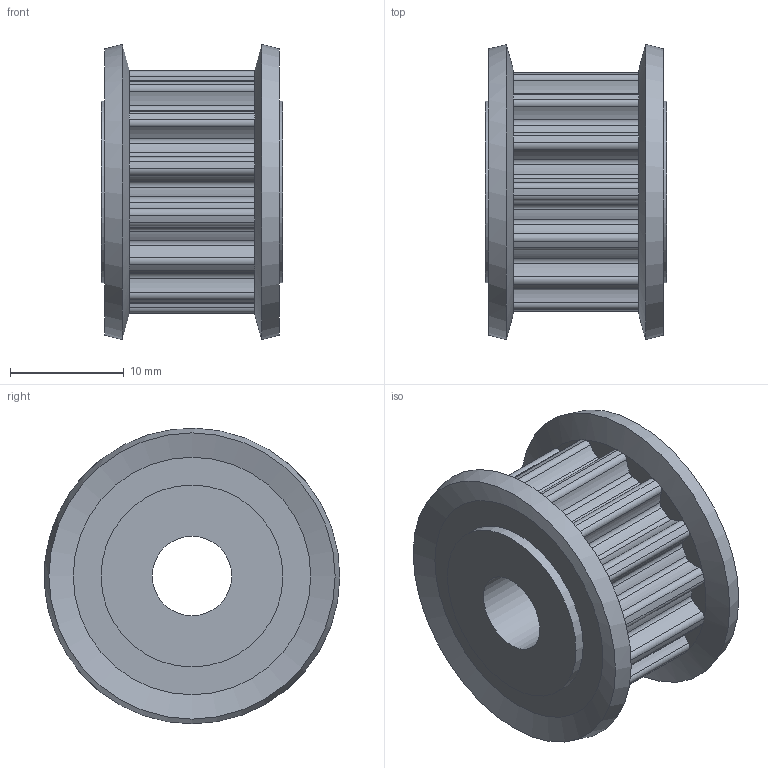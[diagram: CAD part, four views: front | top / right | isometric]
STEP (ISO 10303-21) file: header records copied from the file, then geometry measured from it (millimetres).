
FILE_DESCRIPTION( ( 'STEP AP203' ), '1' );
FILE_NAME( 'P14S5M0100AAL-NA-H-7.stp', '2020-11-23T10:14:16', ( 'License CC BY-ND 4.0' ), ( 'CADENAS' ), ' ', 'PARTsolutions', ' ' );
FILE_SCHEMA( ( 'CONFIG_CONTROL_DESIGN' ) );
Length unit declared in the file: millimetre
Products named in the file (2): P14S5M0100AAL-NA-H-7; _P14S5M0100AAL-NA-H-7_p
Assembly tree (1 placements, depth 2):
  P14S5M0100AAL-NA-H-7
    _P14S5M0100AAL-NA-H-7_p
Bounding box: 16 x 26 x 26 mm (x, y, z)
Volume: 4634.3 mm3; surface area: 3113.1 mm2
Topology: 1 solids, 1 shells, 153 faces, 387 edges, 238 vertices
Faces by surface type: cylinder 115, plane 32, cone 6
Full cylindrical faces by diameter (mm): 7 x1, 16 x2
Entity records: 4705 total; most frequent: DIRECTION 950, CARTESIAN_POINT 767, ORIENTED_EDGE 752, AXIS2_PLACEMENT_3D 419, EDGE_CURVE 376, CIRCLE 264, VERTEX_POINT 236, EDGE_LOOP 166
